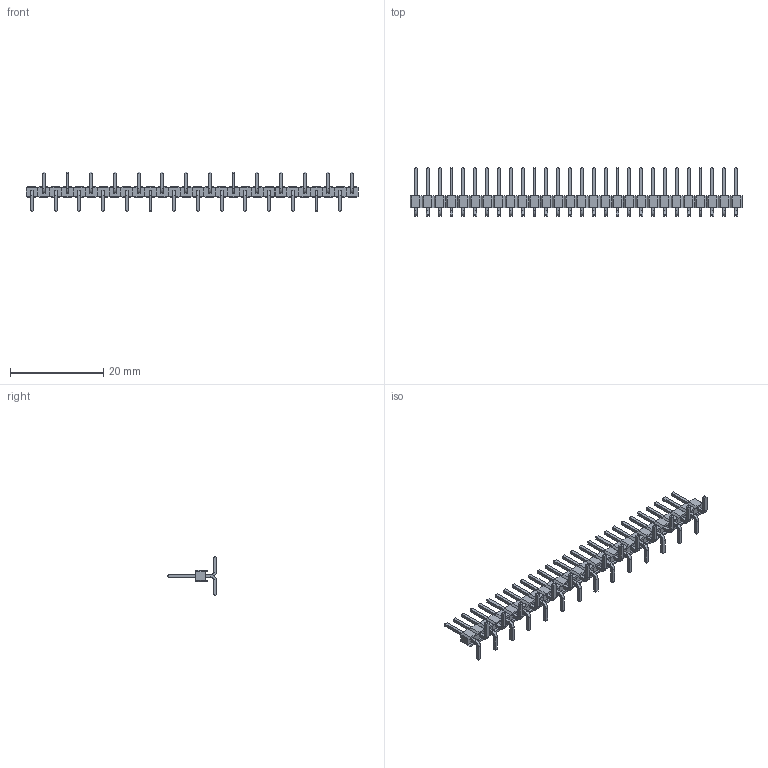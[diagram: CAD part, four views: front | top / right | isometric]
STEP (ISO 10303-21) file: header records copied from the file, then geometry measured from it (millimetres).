
FILE_DESCRIPTION (( 'STEP AP214' ), '1' );
FILE_NAME ('PLS-28SMD.STEP', '2019-07-03T10:32:16', ( '' ), ( '' ), 'SwSTEP 2.0', 'SolidWorks 2018', '' );
FILE_SCHEMA (( 'AUTOMOTIVE_DESIGN' ));
Length unit declared in the file: millimetre
Products named in the file (2): PLS-28SMD; PLS_SMD
Assembly tree (28 placements, depth 2):
  PLS-28SMD
    PLS_SMD  x28
Bounding box: 71.12 x 10.36 x 8.54 mm (x, y, z)
Volume: 504.2 mm3; surface area: 1860.7 mm2
Topology: 28 solids, 28 shells, 1120 faces, 2464 edges, 1456 vertices
Faces by surface type: plane 1064, cylinder 56
Entity records: 1778 total; most frequent: DIRECTION 234, CARTESIAN_POINT 211, ORIENTED_EDGE 176, EDGE_CURVE 88, VECTOR 84, LINE 84, AXIS2_PLACEMENT_3D 75, VERTEX_POINT 52
